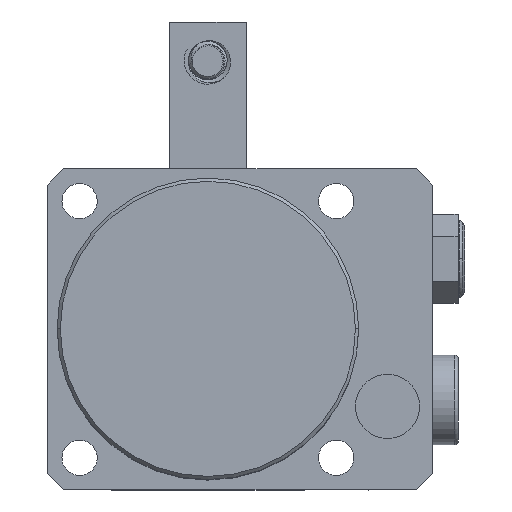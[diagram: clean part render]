
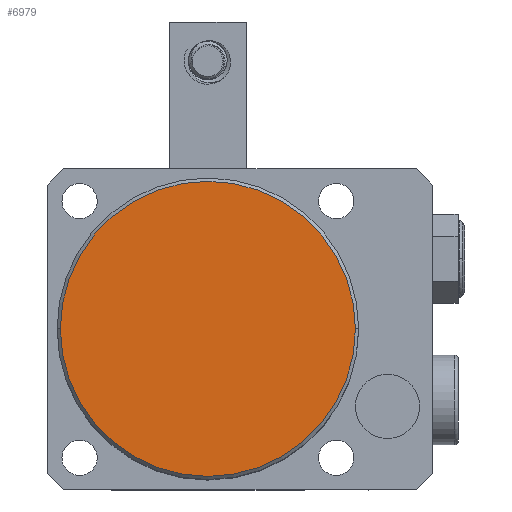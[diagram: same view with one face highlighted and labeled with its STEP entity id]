
A CAD part, top view. The second image highlights one B-rep face of the part: STEP entity #6979.
In plain terms, the highlighted planar face has unit normal (0, 0, 1).
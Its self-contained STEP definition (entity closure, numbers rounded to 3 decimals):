
#227 = DIRECTION ( 'NONE',  ( 0., 0., 1. ) ) ;
#2626 = EDGE_CURVE ( 'NONE', #9007, #14221, #14996, .T. ) ;
#2643 = CIRCLE ( 'NONE', #6586, 23. ) ;
#2893 = FACE_OUTER_BOUND ( 'NONE', #3679, .T. ) ;
#3504 = DIRECTION ( 'NONE',  ( 0., 0., 1. ) ) ;
#3543 = EDGE_CURVE ( 'NONE', #14221, #9007, #2643, .T. ) ;
#3679 = EDGE_LOOP ( 'NONE', ( #14286, #12714 ) ) ;
#3800 = DIRECTION ( 'NONE',  ( 0., 0., 1. ) ) ;
#4832 = CARTESIAN_POINT ( 'NONE',  ( -23., 0., 58.75 ) ) ;
#5183 = CARTESIAN_POINT ( 'NONE',  ( 23., 0., 58.75 ) ) ;
#6206 = CARTESIAN_POINT ( 'NONE',  ( 0., 0., 58.75 ) ) ;
#6586 = AXIS2_PLACEMENT_3D ( 'NONE', #11055, #3800, #12267 ) ;
#6979 = ADVANCED_FACE ( 'NONE', ( #2893 ), #13470, .T. ) ;
#8659 = DIRECTION ( 'NONE',  ( 1., 0., 0. ) ) ;
#9007 = VERTEX_POINT ( 'NONE', #4832 ) ;
#9419 = AXIS2_PLACEMENT_3D ( 'NONE', #10759, #3504, #11980 ) ;
#10759 = CARTESIAN_POINT ( 'NONE',  ( 0., 0., 58.75 ) ) ;
#11055 = CARTESIAN_POINT ( 'NONE',  ( 0., 0., 58.75 ) ) ;
#11885 = AXIS2_PLACEMENT_3D ( 'NONE', #6206, #227, #8659 ) ;
#11980 = DIRECTION ( 'NONE',  ( 1., 0., 0. ) ) ;
#12267 = DIRECTION ( 'NONE',  ( 1., 0., 0. ) ) ;
#12714 = ORIENTED_EDGE ( 'NONE', *, *, #3543, .T. ) ;
#13470 = PLANE ( 'NONE',  #11885 ) ;
#14221 = VERTEX_POINT ( 'NONE', #5183 ) ;
#14286 = ORIENTED_EDGE ( 'NONE', *, *, #2626, .T. ) ;
#14996 = CIRCLE ( 'NONE', #9419, 23. ) ;
